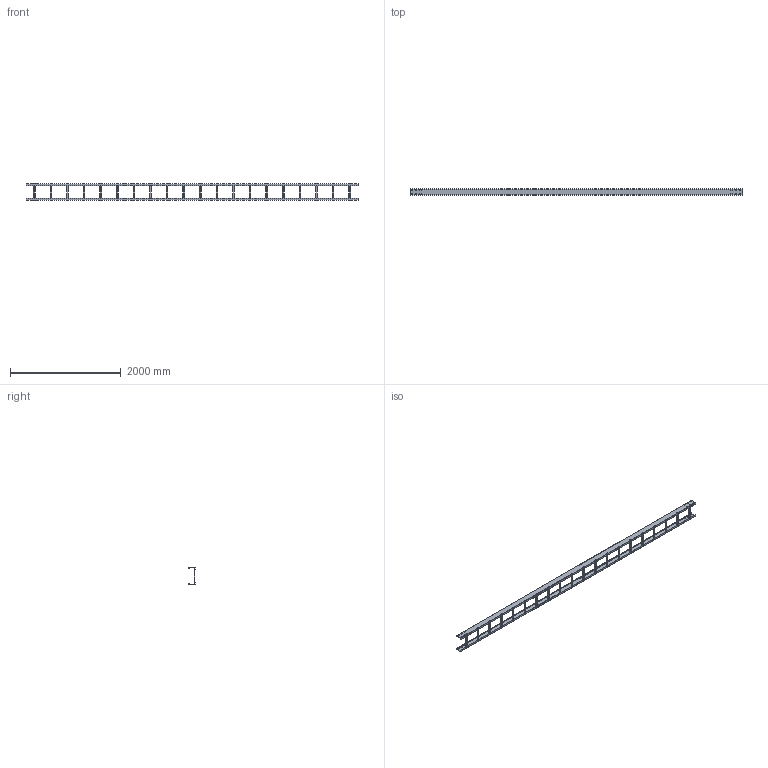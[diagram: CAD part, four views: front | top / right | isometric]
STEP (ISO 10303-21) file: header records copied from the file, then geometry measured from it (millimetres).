
FILE_DESCRIPTION((''),'2;1');
FILE_NAME('6311012_REFERENZ_ASM','2012-12-17T',('AndreasKeweloh'),(''),'PRO/ENGINEER BY PARAMETRIC TECHNOLOGY CORPORATION, 2012230','PRO/ENGINEER BY PARAMETRIC TECHNOLOGY CORPORATION, 2012230','');
FILE_SCHEMA(('CONFIG_CONTROL_DESIGN'));
Length unit declared in the file: millimetre
Products named in the file (3): 6311012_REFERENZ_WEITS; 6311012_REFERENZ_SPROSSE; 6311012_REFERENZ_ASM
Assembly tree (22 placements, depth 2):
  6311012_REFERENZ_ASM
    6311012_REFERENZ_WEITS  x2
    6311012_REFERENZ_SPROSSE  x20
Bounding box: 6000 x 110 x 300 mm (x, y, z)
Volume: 4526717.6 mm3; surface area: 4787009.5 mm2
Topology: 22 solids, 22 shells, 1012 faces, 2216 edges, 1248 vertices
Faces by surface type: plane 744, cylinder 268
Entity records: 5240 total; most frequent: DIRECTION 926, CARTESIAN_POINT 877, ORIENTED_EDGE 848, EDGE_CURVE 424, AXIS2_PLACEMENT_3D 313, VECTOR 300, LINE 300, VERTEX_POINT 264
